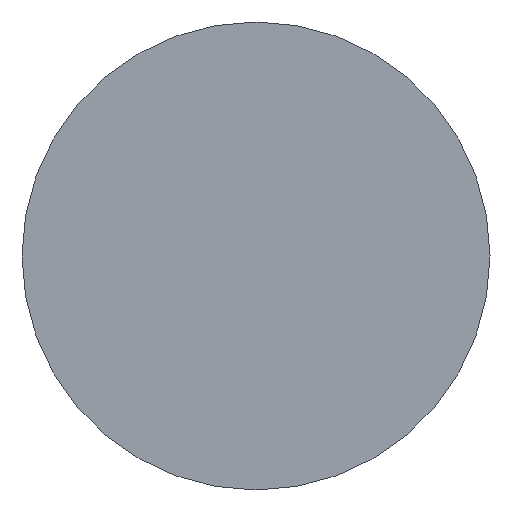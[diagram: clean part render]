
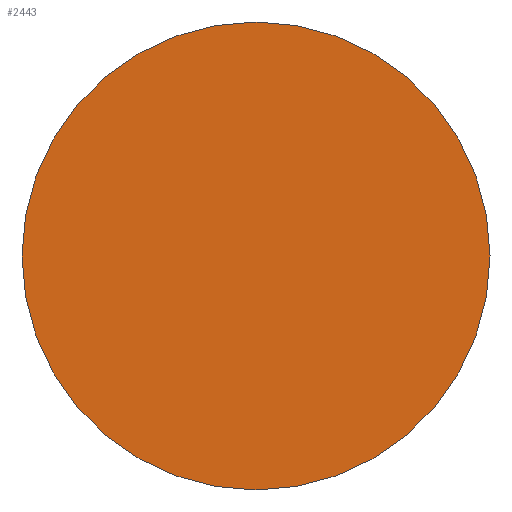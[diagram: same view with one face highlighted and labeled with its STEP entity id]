
A CAD part, top view. The second image highlights one B-rep face of the part: STEP entity #2443.
In plain terms, the highlighted planar face has unit normal (0, 0, 1).
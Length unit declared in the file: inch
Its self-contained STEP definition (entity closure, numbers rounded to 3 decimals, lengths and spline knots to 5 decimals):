
#181=CIRCLE('',#2663,1.49719);
#355=PLANE('',#2666);
#491=FACE_OUTER_BOUND('',#636,.T.);
#636=EDGE_LOOP('',(#2174));
#1233=VERTEX_POINT('',#6631);
#1568=EDGE_CURVE('',#1233,#1233,#181,.T.);
#2174=ORIENTED_EDGE('',*,*,#1568,.F.);
#2443=ADVANCED_FACE('',(#491),#355,.T.);
#2663=AXIS2_PLACEMENT_3D('',#6632,#3214,#3215);
#2666=AXIS2_PLACEMENT_3D('',#6636,#3221,#3222);
#3214=DIRECTION('center_axis',(0.,0.,-1.));
#3215=DIRECTION('ref_axis',(1.,0.,0.));
#3221=DIRECTION('center_axis',(0.,0.,1.));
#3222=DIRECTION('ref_axis',(1.,0.,0.));
#6631=CARTESIAN_POINT('',(-0.55929,1.26035,1.125));
#6632=CARTESIAN_POINT('Origin',(0.9379,1.26035,1.125));
#6636=CARTESIAN_POINT('Origin',(0.9379,1.26035,1.125));
